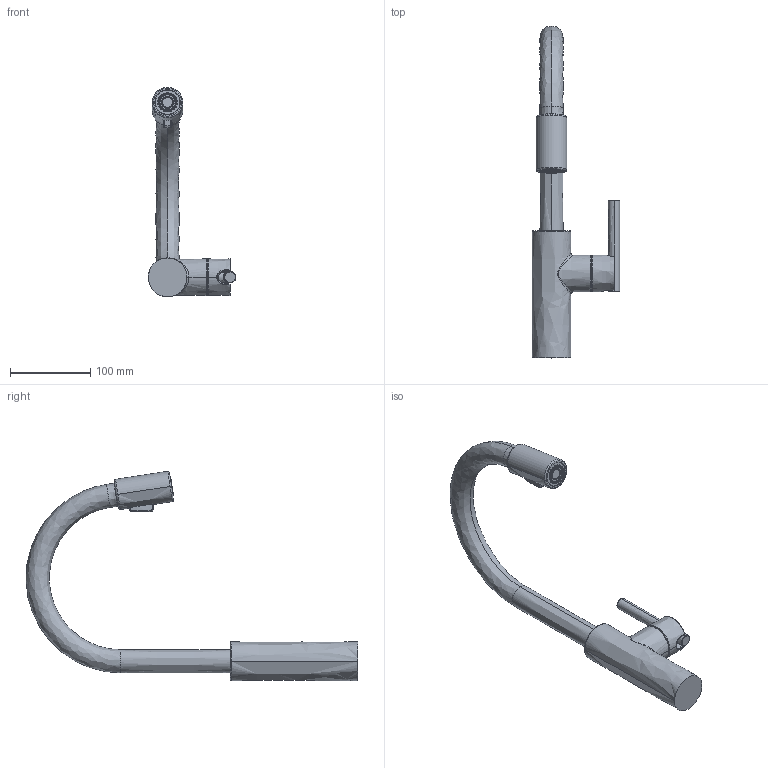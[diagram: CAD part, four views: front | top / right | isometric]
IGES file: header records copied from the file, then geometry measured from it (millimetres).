
Start section:  PTC IGES file: 1500-5103.igs
Global section: file name: 1500-5103.igs; native system: Creo Parametric by PTC Inc.; preprocessor: 2018400; author: jinson.thomas; organization: Unknown; date: 20210407.143018; units: inch
Bounding box: 109.19 x 413.37 x 260.73 mm (x, y, z)
Volume: 774805.9 mm3; surface area: 97129.2 mm2
Topology: 3 solids, 3 shells, 292 faces, 626 edges, 378 vertices
Faces by surface type: revolution 206, bspline 86
